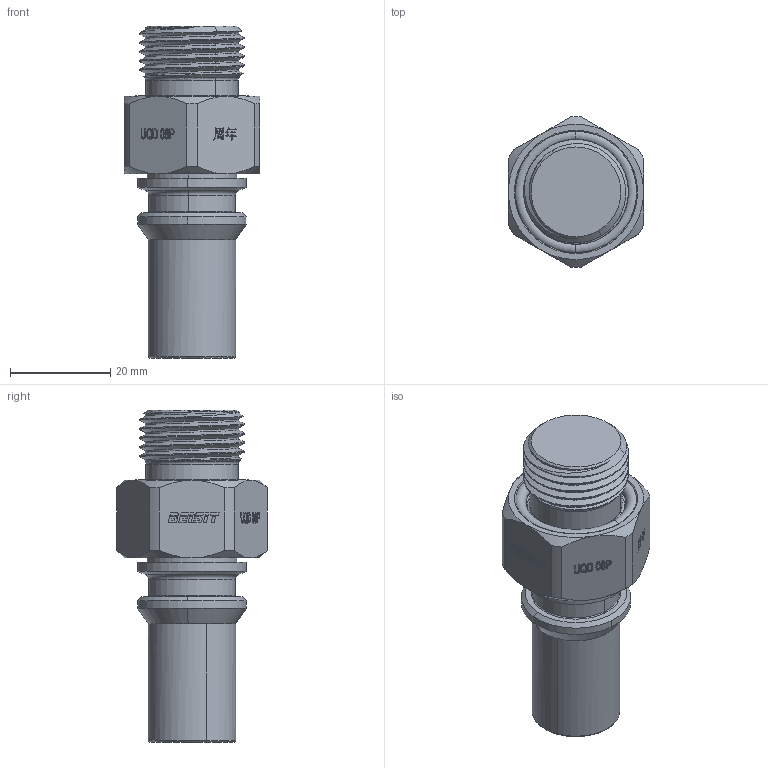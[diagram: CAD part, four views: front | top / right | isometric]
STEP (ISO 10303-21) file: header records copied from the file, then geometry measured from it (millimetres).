
FILE_DESCRIPTION (( 'STEP AP214' ), '1' );
FILE_NAME ('UQD 08P G12M-RD.STEP', '2025-01-16T07:25:29', ( 'Windows 蚚誧' ), ( '' ), 'SwSTEP 2.0', 'SolidWorks 2023', '' );
FILE_SCHEMA (( 'AUTOMOTIVE_DESIGN' ));
Length unit declared in the file: millimetre
Products named in the file (1): UQD 08P G12M-RD
Bounding box: 27 x 29.99 x 66.2 mm (x, y, z)
Volume: 23163.2 mm3; surface area: 6639.1 mm2
Topology: 1 solids, 1 shells, 366 faces, 947 edges, 621 vertices
Faces by surface type: plane 154, bspline 126, cylinder 44, cone 24, torus 18
Entity records: 20038 total; most frequent: CARTESIAN_POINT 8281, ORIENTED_EDGE 1894, DIRECTION 1055, EDGE_CURVE 947, VERTEX_POINT 621, B_SPLINE_CURVE_WITH_KNOTS 488, EDGE_LOOP 404, UNCERTAINTY_MEASURE_WITH_UNIT 368
